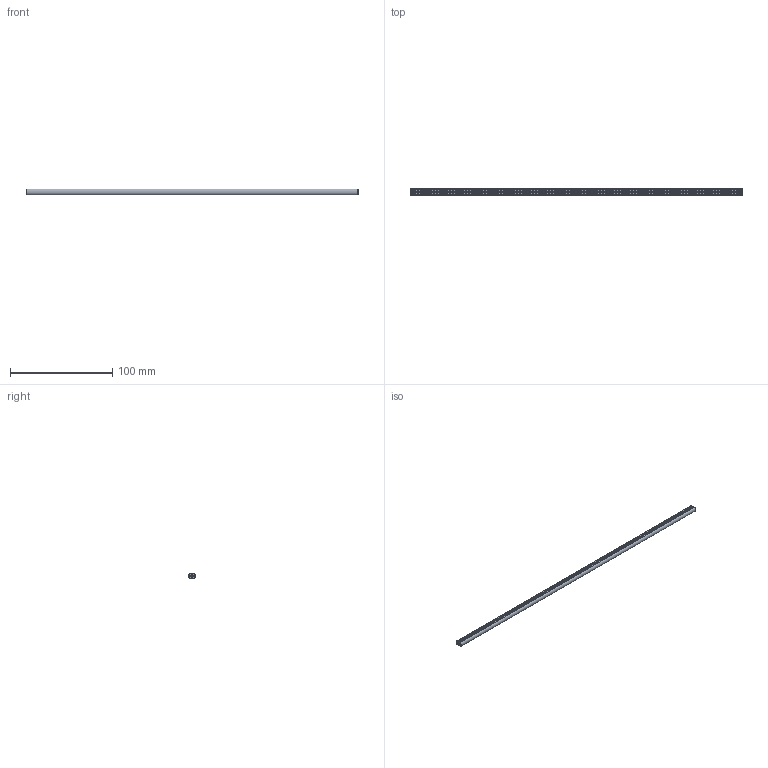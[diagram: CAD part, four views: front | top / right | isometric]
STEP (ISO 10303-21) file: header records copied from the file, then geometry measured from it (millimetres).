
FILE_DESCRIPTION(('FreeCAD Model'),'2;1');
FILE_NAME('Open CASCADE Shape Model','2024-06-18T17:34:54',(''),(''), 'Open CASCADE STEP processor 7.6','FreeCAD','Unknown');
FILE_SCHEMA(('AUTOMOTIVE_DESIGN { 1 0 10303 214 1 1 1 1 }'));
Length unit declared in the file: millimetre
Products named in the file (1): Shaft IDX BU26.00 - SPN-SFT-0224 (stemfie.org)
Bounding box: 325 x 6.6 x 5 mm (x, y, z)
Volume: 7418.5 mm3; surface area: 9320.9 mm2
Topology: 1 solids, 1 shells, 985 faces, 3071 edges, 1906 vertices
Faces by surface type: plane 322, cylinder 315, cone 212, extrusion 136
Full cylindrical faces by diameter (mm): 2 x313
Entity records: 35237 total; most frequent: CARTESIAN_POINT 6779, ORIENTED_EDGE 6142, DIRECTION 5909, EDGE_CURVE 3071, AXIS2_PLACEMENT_3D 2124, VERTEX_POINT 1906, VECTOR 1661, LINE 1525
